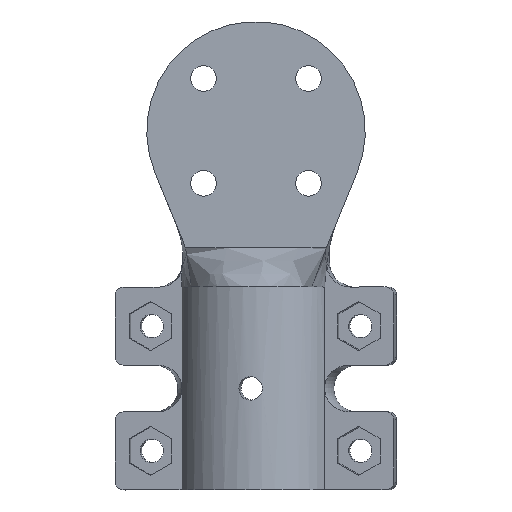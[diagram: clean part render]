
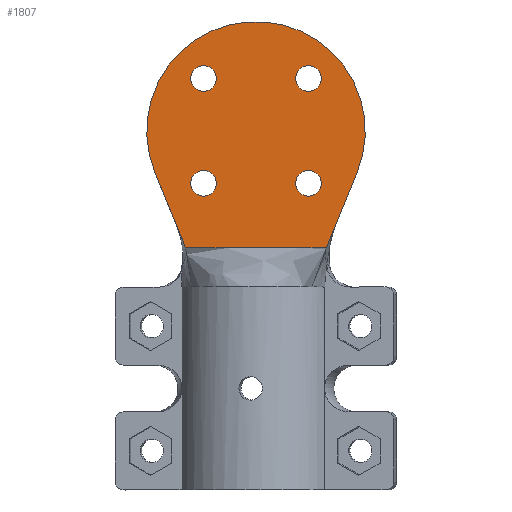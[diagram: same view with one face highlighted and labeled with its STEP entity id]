
A CAD part, top view. The second image highlights one B-rep face of the part: STEP entity #1807.
In plain terms, the highlighted planar face has unit normal (0, 0, 1).
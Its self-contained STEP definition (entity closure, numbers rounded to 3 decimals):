
#55=FACE_BOUND('',#664,.T.);
#56=FACE_BOUND('',#665,.T.);
#57=FACE_BOUND('',#666,.T.);
#58=FACE_BOUND('',#667,.T.);
#107=CIRCLE('',#1942,1.65);
#108=CIRCLE('',#1944,1.65);
#109=CIRCLE('',#1946,1.65);
#110=CIRCLE('',#1948,1.65);
#111=CIRCLE('',#1951,14.);
#114=LINE('',#2458,#261);
#250=LINE('',#3654,#397);
#251=LINE('',#3656,#398);
#252=LINE('',#3658,#399);
#257=LINE('',#3682,#404);
#261=VECTOR('',#1959,10.);
#397=VECTOR('',#2329,10.);
#398=VECTOR('',#2330,10.);
#399=VECTOR('',#2331,10.);
#404=VECTOR('',#2356,10.);
#461=PLANE('',#1952);
#553=FACE_OUTER_BOUND('',#663,.T.);
#663=EDGE_LOOP('',(#1688,#1689,#1690,#1691,#1692,#1693,#1694,#1695,#1696,
#1697));
#664=EDGE_LOOP('',(#1698));
#665=EDGE_LOOP('',(#1699));
#666=EDGE_LOOP('',(#1700));
#667=EDGE_LOOP('',(#1701));
#676=B_SPLINE_CURVE_WITH_KNOTS('',3,(#2449,#2450,#2451,#2452),
 .UNSPECIFIED.,.F.,.F.,(4,4),(0.,0.02),.UNSPECIFIED.);
#677=B_SPLINE_CURVE_WITH_KNOTS('',3,(#2485,#2486,#2487,#2488,#2489,#2490),
 .UNSPECIFIED.,.F.,.F.,(4,2,4),(0.067,0.07,0.178),
 .UNSPECIFIED.);
#730=B_SPLINE_CURVE_WITH_KNOTS('',3,(#3649,#3650,#3651,#3652),
 .UNSPECIFIED.,.F.,.F.,(4,4),(0.174,0.175),
 .UNSPECIFIED.);
#731=B_SPLINE_CURVE_WITH_KNOTS('',3,(#3659,#3660,#3661,#3662),
 .UNSPECIFIED.,.F.,.F.,(4,4),(0.514,0.519),
 .UNSPECIFIED.);
#733=VERTEX_POINT('',#2398);
#740=VERTEX_POINT('',#2440);
#742=VERTEX_POINT('',#2456);
#743=VERTEX_POINT('',#2483);
#744=VERTEX_POINT('',#2484);
#901=VERTEX_POINT('',#3648);
#902=VERTEX_POINT('',#3653);
#903=VERTEX_POINT('',#3655);
#904=VERTEX_POINT('',#3657);
#905=VERTEX_POINT('',#3665);
#906=VERTEX_POINT('',#3669);
#907=VERTEX_POINT('',#3673);
#908=VERTEX_POINT('',#3677);
#909=VERTEX_POINT('',#3681);
#918=EDGE_CURVE('',#740,#733,#676,.T.);
#921=EDGE_CURVE('',#740,#742,#114,.T.);
#922=EDGE_CURVE('',#743,#744,#677,.F.);
#1158=EDGE_CURVE('',#733,#901,#730,.T.);
#1159=EDGE_CURVE('',#902,#901,#250,.T.);
#1160=EDGE_CURVE('',#903,#902,#251,.T.);
#1161=EDGE_CURVE('',#904,#903,#252,.T.);
#1162=EDGE_CURVE('',#744,#904,#731,.F.);
#1163=EDGE_CURVE('',#905,#905,#107,.T.);
#1165=EDGE_CURVE('',#906,#906,#108,.T.);
#1167=EDGE_CURVE('',#907,#907,#109,.T.);
#1169=EDGE_CURVE('',#908,#908,#110,.T.);
#1171=EDGE_CURVE('',#909,#743,#257,.T.);
#1173=EDGE_CURVE('',#742,#909,#111,.T.);
#1688=ORIENTED_EDGE('',*,*,#921,.T.);
#1689=ORIENTED_EDGE('',*,*,#1173,.T.);
#1690=ORIENTED_EDGE('',*,*,#1171,.T.);
#1691=ORIENTED_EDGE('',*,*,#922,.T.);
#1692=ORIENTED_EDGE('',*,*,#1162,.T.);
#1693=ORIENTED_EDGE('',*,*,#1161,.T.);
#1694=ORIENTED_EDGE('',*,*,#1160,.T.);
#1695=ORIENTED_EDGE('',*,*,#1159,.T.);
#1696=ORIENTED_EDGE('',*,*,#1158,.F.);
#1697=ORIENTED_EDGE('',*,*,#918,.F.);
#1698=ORIENTED_EDGE('',*,*,#1169,.T.);
#1699=ORIENTED_EDGE('',*,*,#1167,.T.);
#1700=ORIENTED_EDGE('',*,*,#1165,.T.);
#1701=ORIENTED_EDGE('',*,*,#1163,.T.);
#1807=ADVANCED_FACE('',(#553,#55,#56,#57,#58),#461,.T.);
#1942=AXIS2_PLACEMENT_3D('',#3666,#2336,#2337);
#1944=AXIS2_PLACEMENT_3D('',#3670,#2341,#2342);
#1946=AXIS2_PLACEMENT_3D('',#3674,#2346,#2347);
#1948=AXIS2_PLACEMENT_3D('',#3678,#2351,#2352);
#1951=AXIS2_PLACEMENT_3D('',#3685,#2360,#2361);
#1952=AXIS2_PLACEMENT_3D('',#3686,#2362,#2363);
#1959=DIRECTION('',(0.378,0.926,0.));
#2329=DIRECTION('',(1.,0.,0.));
#2330=DIRECTION('',(1.,0.,0.));
#2331=DIRECTION('',(1.,0.,0.));
#2336=DIRECTION('center_axis',(0.,0.,-1.));
#2337=DIRECTION('ref_axis',(1.,0.,0.));
#2341=DIRECTION('center_axis',(0.,0.,-1.));
#2342=DIRECTION('ref_axis',(1.,0.,0.));
#2346=DIRECTION('center_axis',(0.,0.,-1.));
#2347=DIRECTION('ref_axis',(1.,0.,0.));
#2351=DIRECTION('center_axis',(0.,0.,-1.));
#2352=DIRECTION('ref_axis',(1.,0.,0.));
#2356=DIRECTION('',(0.378,-0.926,0.));
#2360=DIRECTION('center_axis',(0.,0.,1.));
#2361=DIRECTION('ref_axis',(0.926,-0.378,0.));
#2362=DIRECTION('center_axis',(0.,0.,1.));
#2363=DIRECTION('ref_axis',(1.,0.,0.));
#2398=CARTESIAN_POINT('',(9.001,6.,7.));
#2440=CARTESIAN_POINT('',(9.074,6.182,7.));
#2449=CARTESIAN_POINT('Ctrl Pts',(9.074,6.182,7.));
#2450=CARTESIAN_POINT('Ctrl Pts',(9.05,6.122,7.));
#2451=CARTESIAN_POINT('Ctrl Pts',(9.025,6.061,7.));
#2452=CARTESIAN_POINT('Ctrl Pts',(9.001,6.,7.));
#2456=CARTESIAN_POINT('',(12.962,15.711,7.));
#2458=CARTESIAN_POINT('',(9.,6.,7.));
#2483=CARTESIAN_POINT('',(-9.427,7.047,7.));
#2484=CARTESIAN_POINT('',(-9.053,6.,7.));
#2485=CARTESIAN_POINT('Ctrl Pts',(-9.053,6.,7.));
#2486=CARTESIAN_POINT('Ctrl Pts',(-9.056,6.01,7.));
#2487=CARTESIAN_POINT('Ctrl Pts',(-9.059,6.021,7.));
#2488=CARTESIAN_POINT('Ctrl Pts',(-9.17,6.374,7.));
#2489=CARTESIAN_POINT('Ctrl Pts',(-9.291,6.713,7.));
#2490=CARTESIAN_POINT('Ctrl Pts',(-9.427,7.047,7.));
#3648=CARTESIAN_POINT('',(9.,6.,7.));
#3649=CARTESIAN_POINT('Ctrl Pts',(9.001,6.,7.));
#3650=CARTESIAN_POINT('Ctrl Pts',(9.001,6.,7.));
#3651=CARTESIAN_POINT('Ctrl Pts',(9.,6.,7.));
#3652=CARTESIAN_POINT('Ctrl Pts',(9.,6.,7.));
#3653=CARTESIAN_POINT('',(5.483,6.,7.));
#3654=CARTESIAN_POINT('',(-9.,6.,7.));
#3655=CARTESIAN_POINT('',(-3.705,6.,7.));
#3656=CARTESIAN_POINT('',(-9.,6.,7.));
#3657=CARTESIAN_POINT('',(-9.,6.,7.));
#3658=CARTESIAN_POINT('',(-9.,6.,7.));
#3659=CARTESIAN_POINT('Ctrl Pts',(-9.,6.,7.));
#3660=CARTESIAN_POINT('Ctrl Pts',(-9.018,6.,7.));
#3661=CARTESIAN_POINT('Ctrl Pts',(-9.035,6.,7.));
#3662=CARTESIAN_POINT('Ctrl Pts',(-9.053,6.,7.));
#3665=CARTESIAN_POINT('',(5.068,14.282,7.));
#3666=CARTESIAN_POINT('Origin',(6.718,14.282,7.));
#3669=CARTESIAN_POINT('',(-8.368,27.718,7.));
#3670=CARTESIAN_POINT('Origin',(-6.718,27.718,7.));
#3673=CARTESIAN_POINT('',(5.068,27.718,7.));
#3674=CARTESIAN_POINT('Origin',(6.718,27.718,7.));
#3677=CARTESIAN_POINT('',(-8.368,14.282,7.));
#3678=CARTESIAN_POINT('Origin',(-6.718,14.282,7.));
#3681=CARTESIAN_POINT('',(-12.962,15.711,7.));
#3682=CARTESIAN_POINT('',(-12.962,15.711,7.));
#3685=CARTESIAN_POINT('Origin',(0.,21.,7.));
#3686=CARTESIAN_POINT('Origin',(0.,20.5,7.));
